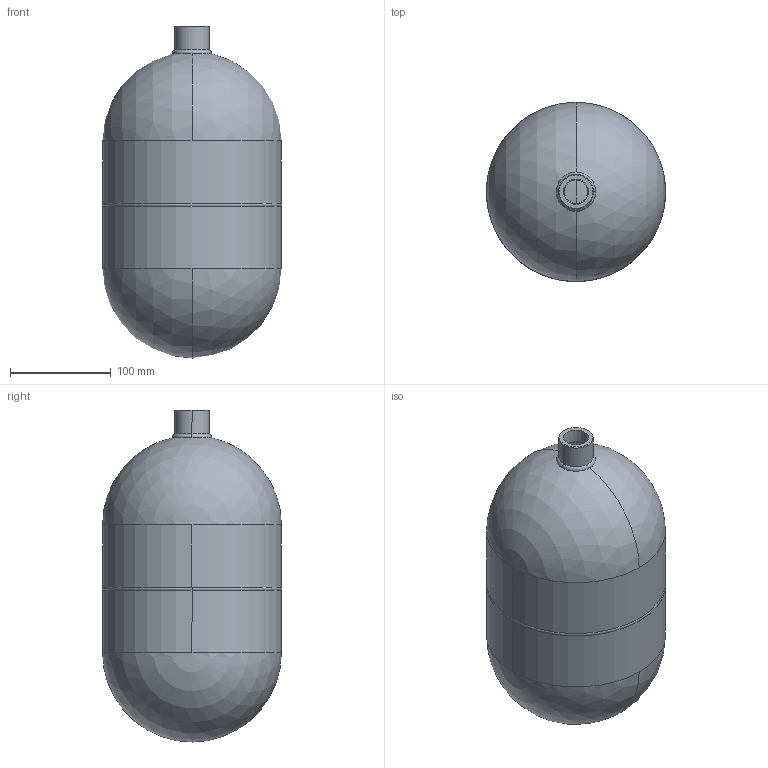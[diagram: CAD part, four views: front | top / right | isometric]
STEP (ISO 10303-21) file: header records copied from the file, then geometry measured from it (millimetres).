
FILE_DESCRIPTION (( 'STEP AP203' ), '1' );
FILE_NAME ('4009S6.STEP', '2019-01-08T20:51:28', ( '' ), ( '' ), 'SwSTEP 2.0', 'SolidWorks 2018', '' );
FILE_SCHEMA (( 'CONFIG_CONTROL_DESIGN' ));
Length unit declared in the file: inch
Products named in the file (1): 4009S6
Bounding box: 178.7 x 178.7 x 330.2 mm (x, y, z)
Volume: 6110526.1 mm3; surface area: 176042.5 mm2
Topology: 1 solids, 1 shells, 27 faces, 64 edges, 38 vertices
Faces by surface type: cylinder 8, sphere 6, cone 6, torus 4, plane 3
Entity records: 851 total; most frequent: DIRECTION 162, CARTESIAN_POINT 126, ORIENTED_EDGE 120, AXIS2_PLACEMENT_3D 74, EDGE_CURVE 60, CIRCLE 46, VERTEX_POINT 38, EDGE_LOOP 30
